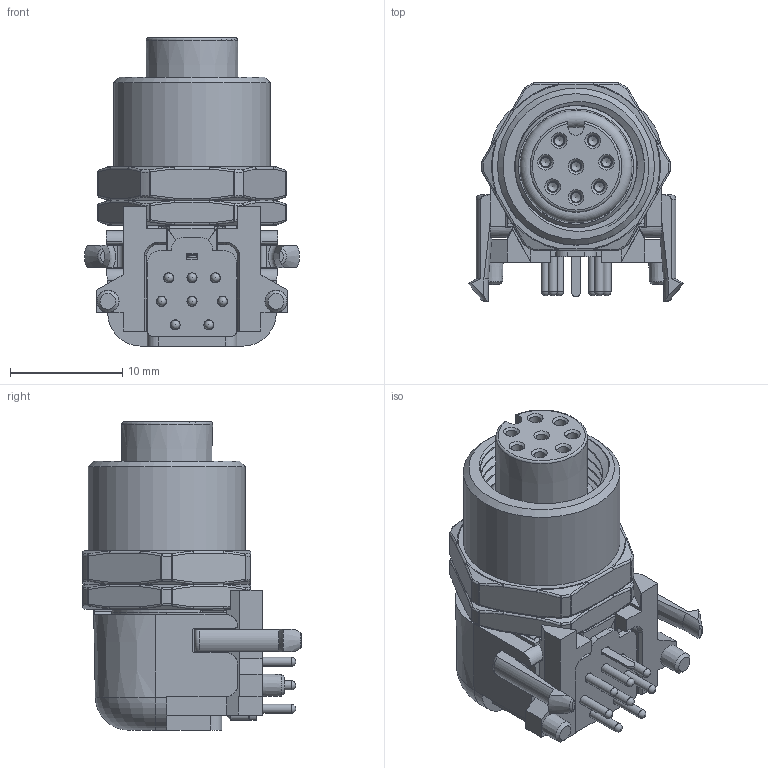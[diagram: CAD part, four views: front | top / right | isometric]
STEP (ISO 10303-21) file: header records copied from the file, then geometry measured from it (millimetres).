
FILE_DESCRIPTION(/* description */ ('Unknown'),/* implementation_level */ '2;1');
FILE_NAME(/* name */ '643280100308',/* time_stamp */ '2022-09-13T15:39:30+02:00',/* author */ ('Unknown'),/* organization */ ('Unknown'),/* preprocessor_version */ 'ST-DEVELOPER v16.7',/* originating_system */ 'Solid Edge',/* authorisation */ 'Unknown');
FILE_SCHEMA (('AUTOMOTIVE_DESIGN {1 0 10303 214 3 1 1}'));
Length unit declared in the file: millimetre
Products named in the file (15): 6432801003xx; 6432801003xx_Cover; 643280100308_Pin Holder; 6432801003xx_Panel Nut; 6432801003xx_Mating O-Ring; 6432801003xx_Panel O-Ring; 6432801003xx_Shell O-Ring; 6432801003xx_Shell; 6432801003xx_Peg; 643280100308; 643280100308_Pin 1-2; 643280100308_Pin 3-7; 643280100308_Pin 4-6; 643280100308_Pin 5; 643280100308_Pin 8
Assembly tree (17 placements, depth 2):
  6432801003xx
    6432801003xx_Cover
    643280100308_Pin Holder
    6432801003xx_Panel Nut
    6432801003xx_Mating O-Ring
    6432801003xx_Panel O-Ring
    6432801003xx_Shell O-Ring
    6432801003xx_Shell
    6432801003xx_Peg
    643280100308
    643280100308_Pin 1-2  x2
    643280100308_Pin 3-7  x2
    643280100308_Pin 4-6  x2
    643280100308_Pin 5
    643280100308_Pin 8
Bounding box: 19.2 x 19.5 x 27.5 mm (x, y, z)
Volume: 3446.4 mm3; surface area: 7279.1 mm2
Topology: 17 solids, 17 shells, 1284 faces, 3270 edges, 2044 vertices
Faces by surface type: plane 497, cylinder 315, bspline 129, cone 124, sphere 112, torus 107
Full cylindrical faces by diameter (mm): 0.8 x8, 0.85 x8, 0.9 x8, 1 x13, 1.34 x8, 1.4 x8, 1.46 x8, 1.72 x5, 8.4 x1, 9.1 x2, 10 x2, 12 x1, 14 x1, 14.4 x1
Entity records: 44366 total; most frequent: CARTESIAN_POINT 17605, ORIENTED_EDGE 5482, DIRECTION 5356, EDGE_CURVE 2741, AXIS2_PLACEMENT_3D 2055, VERTEX_POINT 1756, FACE_BOUND 1363, EDGE_LOOP 1355
